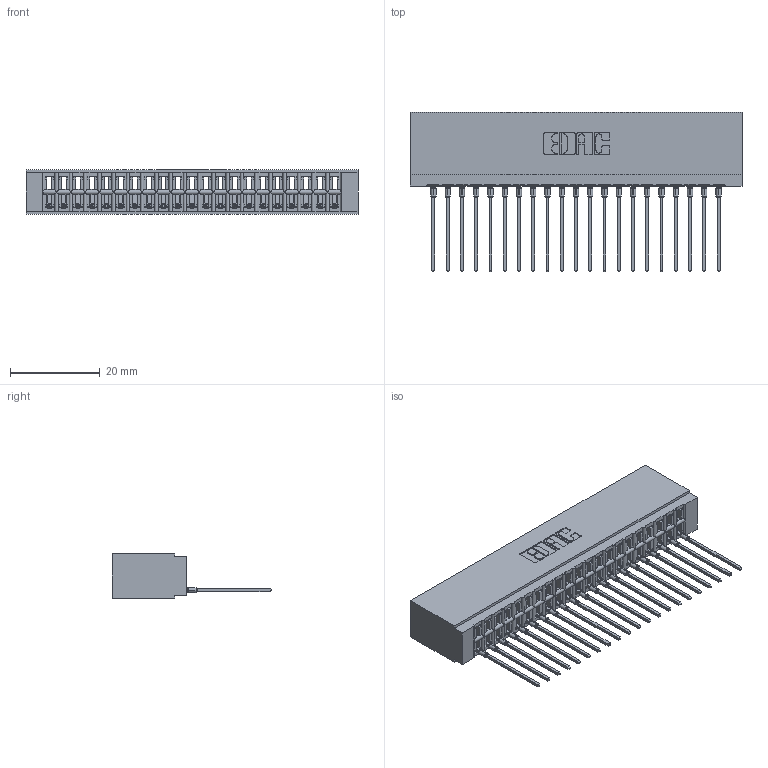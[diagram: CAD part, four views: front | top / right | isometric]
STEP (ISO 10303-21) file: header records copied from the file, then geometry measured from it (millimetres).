
FILE_DESCRIPTION (( 'STEP AP203' ), '1' );
FILE_NAME ('746-021-541-101.STEP', '2026-02-27T21:54:14', ( '' ), ( '' ), 'SwSTEP 2.0', 'SolidWorks 2023', '' );
FILE_SCHEMA (( 'CONFIG_CONTROL_DESIGN' ));
Length unit declared in the file: millimetre
Products named in the file (3): 746-292-001_541; 746 Part_.515 Slot Depth - 01; 746-021-541-101
Assembly tree (22 placements, depth 2):
  746-021-541-101
    746 Part_.515 Slot Depth - 01
    746-292-001_541  x21
Bounding box: 73.91 x 35.42 x 9.91 mm (x, y, z)
Volume: 7964.4 mm3; surface area: 11962.6 mm2
Topology: 22 solids, 22 shells, 2365 faces, 6710 edges, 4312 vertices
Faces by surface type: plane 1378, cylinder 441, bspline 420, torus 126
Entity records: 34695 total; most frequent: CARTESIAN_POINT 7194, ORIENTED_EDGE 6020, DIRECTION 5020, EDGE_CURVE 3010, LINE 2616, VECTOR 2616, VERTEX_POINT 1992, AXIS2_PLACEMENT_3D 1202
